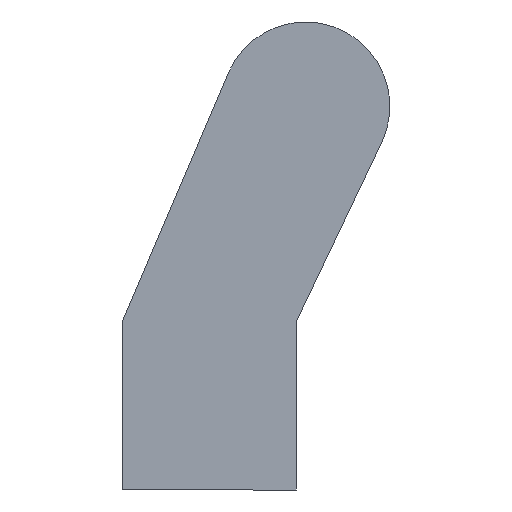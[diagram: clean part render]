
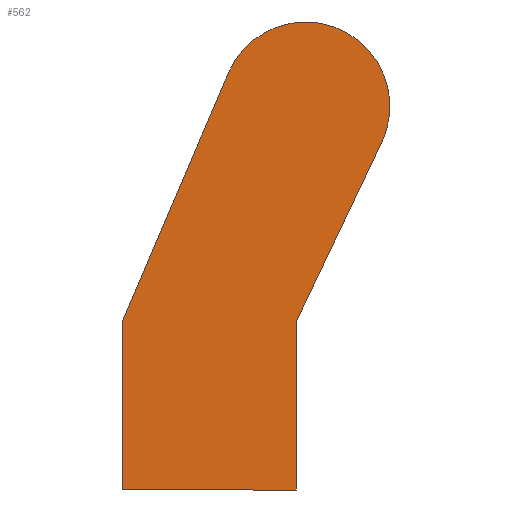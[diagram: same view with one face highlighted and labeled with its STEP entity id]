
A CAD part, front view. The second image highlights one B-rep face of the part: STEP entity #562.
In plain terms, the highlighted planar face has unit normal (0, -1, 0).
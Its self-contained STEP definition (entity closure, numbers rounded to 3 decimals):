
#7 = VECTOR ( 'NONE', #353, 1000. ) ;
#59 = CARTESIAN_POINT ( 'NONE',  ( 0., 0., 0. ) ) ;
#98 = CARTESIAN_POINT ( 'NONE',  ( -9.8, 0., -20.5 ) ) ;
#111 = DIRECTION ( 'NONE',  ( 0.392, 0., 0.92 ) ) ;
#114 = CIRCLE ( 'NONE', #1286, 4.5 ) ;
#185 = DIRECTION ( 'NONE',  ( 0., -1., 0. ) ) ;
#209 = CARTESIAN_POINT ( 'NONE',  ( 4.062, 0., -1.937 ) ) ;
#249 = DIRECTION ( 'NONE',  ( 1., 0., 0. ) ) ;
#252 = CARTESIAN_POINT ( 'NONE',  ( -9.8, 0., -11.5 ) ) ;
#255 = VERTEX_POINT ( 'NONE', #268 ) ;
#268 = CARTESIAN_POINT ( 'NONE',  ( 4.062, 0., -1.937 ) ) ;
#319 = VERTEX_POINT ( 'NONE', #1584 ) ;
#346 = CARTESIAN_POINT ( 'NONE',  ( -0.5, 0., -20.5 ) ) ;
#353 = DIRECTION ( 'NONE',  ( -0.431, 0., -0.903 ) ) ;
#381 = VECTOR ( 'NONE', #111, 1000. ) ;
#423 = CARTESIAN_POINT ( 'NONE',  ( -4.139, 0., 1.766 ) ) ;
#426 = DIRECTION ( 'NONE',  ( 0., 0., 1. ) ) ;
#465 = ORIENTED_EDGE ( 'NONE', *, *, #1233, .T. ) ;
#471 = DIRECTION ( 'NONE',  ( 0., 0., -1. ) ) ;
#499 = VECTOR ( 'NONE', #1109, 1000. ) ;
#505 = EDGE_CURVE ( 'NONE', #255, #1061, #114, .T. ) ;
#517 = CARTESIAN_POINT ( 'NONE',  ( -0.5, 0., -20.5 ) ) ;
#532 = VERTEX_POINT ( 'NONE', #346 ) ;
#562 = ADVANCED_FACE ( 'NONE', ( #1375 ), #1522, .T. ) ;
#615 = CARTESIAN_POINT ( 'NONE',  ( 0., 0., 0. ) ) ;
#626 = DIRECTION ( 'NONE',  ( 0., -1., 0. ) ) ;
#767 = ORIENTED_EDGE ( 'NONE', *, *, #780, .F. ) ;
#773 = LINE ( 'NONE', #209, #7 ) ;
#780 = EDGE_CURVE ( 'NONE', #255, #1876, #773, .T. ) ;
#874 = ORIENTED_EDGE ( 'NONE', *, *, #1511, .T. ) ;
#885 = VERTEX_POINT ( 'NONE', #1443 ) ;
#893 = ORIENTED_EDGE ( 'NONE', *, *, #1641, .F. ) ;
#959 = CARTESIAN_POINT ( 'NONE',  ( -9.8, 0., -20.5 ) ) ;
#977 = EDGE_CURVE ( 'NONE', #319, #1061, #1590, .T. ) ;
#1061 = VERTEX_POINT ( 'NONE', #423 ) ;
#1067 = DIRECTION ( 'NONE',  ( 0., 0., -1. ) ) ;
#1109 = DIRECTION ( 'NONE',  ( 0., 0., 1. ) ) ;
#1115 = VECTOR ( 'NONE', #426, 1000. ) ;
#1233 = EDGE_CURVE ( 'NONE', #885, #532, #1706, .T. ) ;
#1271 = ORIENTED_EDGE ( 'NONE', *, *, #505, .T. ) ;
#1286 = AXIS2_PLACEMENT_3D ( 'NONE', #615, #185, #1067 ) ;
#1295 = LINE ( 'NONE', #98, #1115 ) ;
#1357 = EDGE_LOOP ( 'NONE', ( #1271, #1720, #893, #465, #874, #767 ) ) ;
#1375 = FACE_OUTER_BOUND ( 'NONE', #1357, .T. ) ;
#1399 = CARTESIAN_POINT ( 'NONE',  ( -0.5, 0., -11.5 ) ) ;
#1443 = CARTESIAN_POINT ( 'NONE',  ( -9.8, 0., -20.5 ) ) ;
#1511 = EDGE_CURVE ( 'NONE', #532, #1876, #1540, .T. ) ;
#1522 = PLANE ( 'NONE',  #1725 ) ;
#1540 = LINE ( 'NONE', #517, #499 ) ;
#1584 = CARTESIAN_POINT ( 'NONE',  ( -9.8, 0., -11.5 ) ) ;
#1590 = LINE ( 'NONE', #252, #381 ) ;
#1594 = VECTOR ( 'NONE', #249, 1000. ) ;
#1641 = EDGE_CURVE ( 'NONE', #885, #319, #1295, .T. ) ;
#1706 = LINE ( 'NONE', #959, #1594 ) ;
#1720 = ORIENTED_EDGE ( 'NONE', *, *, #977, .F. ) ;
#1725 = AXIS2_PLACEMENT_3D ( 'NONE', #59, #626, #471 ) ;
#1876 = VERTEX_POINT ( 'NONE', #1399 ) ;
